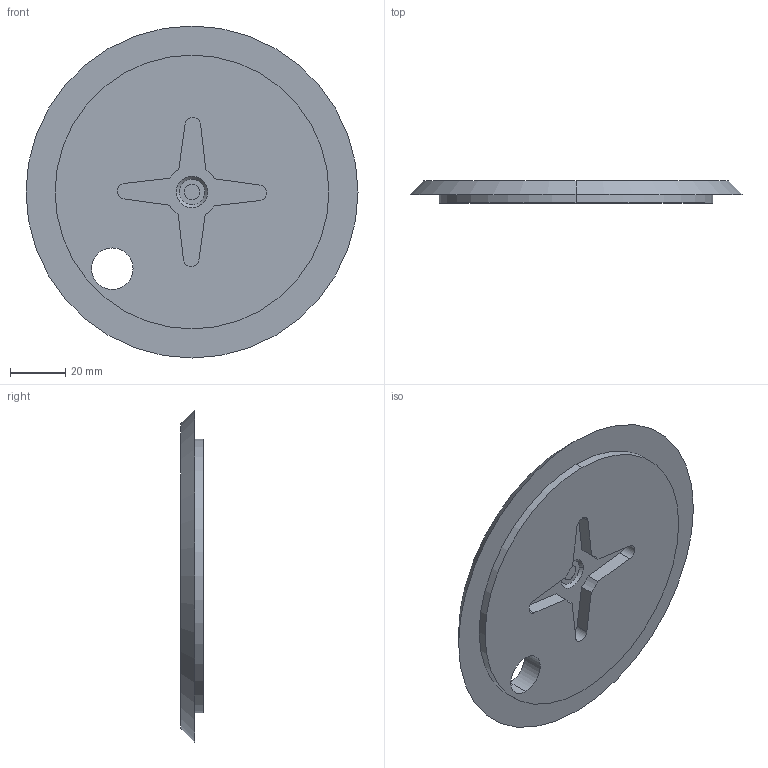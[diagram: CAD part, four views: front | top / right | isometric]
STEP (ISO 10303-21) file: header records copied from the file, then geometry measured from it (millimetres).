
FILE_DESCRIPTION (( 'STEP AP214' ), '1' );
FILE_NAME ('spinning base.STEP', '2024-07-14T22:33:30', ( '' ), ( '' ), 'SwSTEP 2.0', 'SolidWorks 2023', '' );
FILE_SCHEMA (( 'AUTOMOTIVE_DESIGN' ));
Length unit declared in the file: millimetre
Products named in the file (1): spinning base
Bounding box: 120 x 8 x 120 mm (x, y, z)
Volume: 68576.9 mm3; surface area: 25390.8 mm2
Topology: 1 solids, 1 shells, 38 faces, 93 edges, 62 vertices
Faces by surface type: plane 19, cylinder 15, cone 4
Entity records: 1162 total; most frequent: DIRECTION 209, CARTESIAN_POINT 194, ORIENTED_EDGE 186, EDGE_CURVE 93, AXIS2_PLACEMENT_3D 77, VERTEX_POINT 62, LINE 55, VECTOR 55
